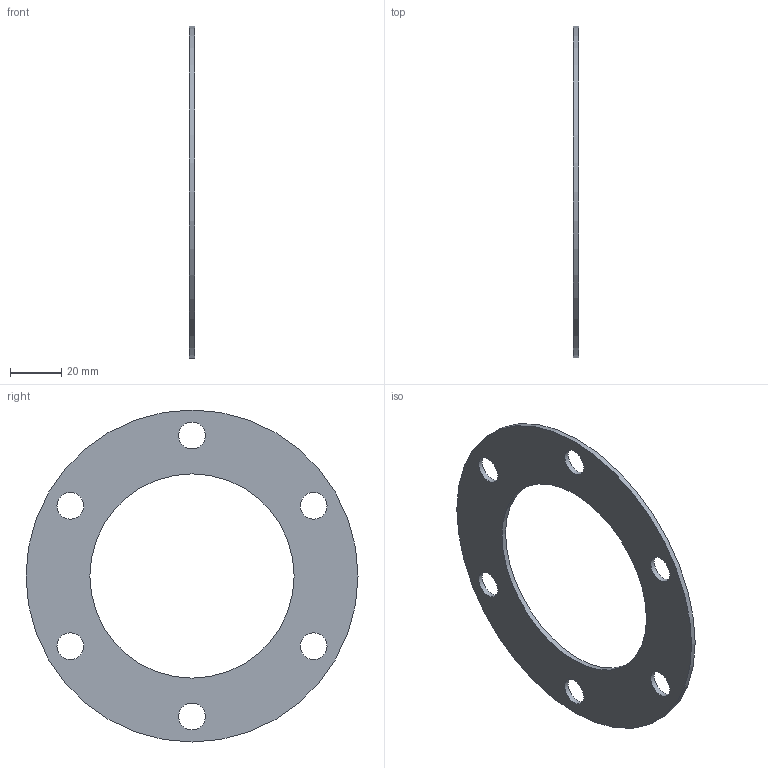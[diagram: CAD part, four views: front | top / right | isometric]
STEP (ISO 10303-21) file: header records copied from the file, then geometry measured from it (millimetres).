
FILE_DESCRIPTION(/* description */ (''),/* implementation_level */ '2;1');
FILE_NAME(/* name */ '08_Dem_dieu_chinh.stp',/* time_stamp */ '2024-12-15T00:03:23+07:00',/* author */ ('hongquan'),/* organization */ (''),/* preprocessor_version */ 'ST-DEVELOPER v20',/* originating_system */ 'Autodesk Inventor 2025',/* authorisation */ '');
FILE_SCHEMA (('AUTOMOTIVE_DESIGN { 1 0 10303 214 3 1 1 }'));
Length unit declared in the file: millimetre
Products named in the file (1): 08_Dem_dieu_chinh
Bounding box: 2 x 130 x 130 mm (x, y, z)
Volume: 15454.3 mm3; surface area: 17169.6 mm2
Topology: 1 solids, 1 shells, 10 faces, 24 edges, 16 vertices
Faces by surface type: cylinder 8, plane 2
Full cylindrical faces by diameter (mm): 10.5 x6, 80 x1, 130 x1
Entity records: 375 total; most frequent: DIRECTION 62, CARTESIAN_POINT 51, ORIENTED_EDGE 48, AXIS2_PLACEMENT_3D 27, EDGE_LOOP 24, EDGE_CURVE 24, CIRCLE 16, VERTEX_POINT 16
